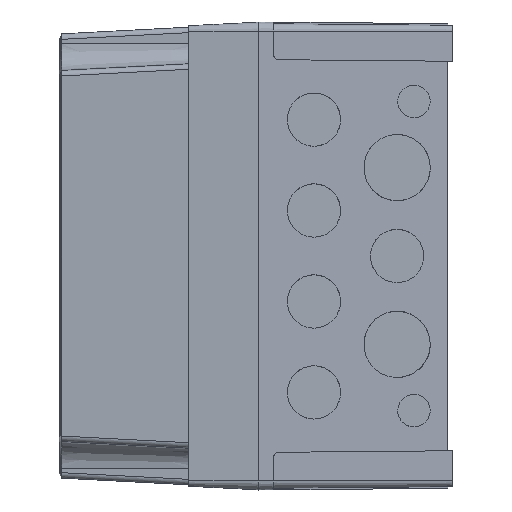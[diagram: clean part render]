
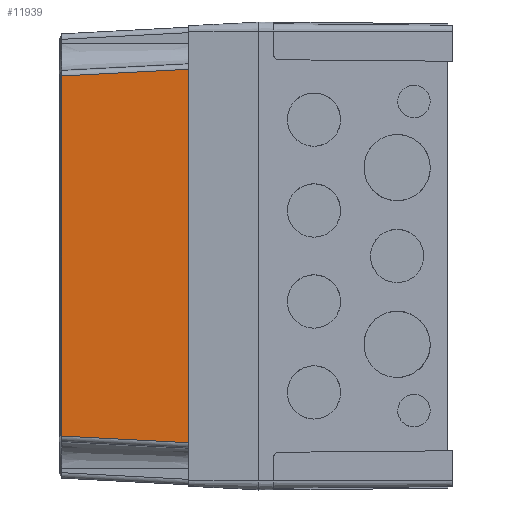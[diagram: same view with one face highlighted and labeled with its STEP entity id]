
A CAD part, left-side view. The second image highlights one B-rep face of the part: STEP entity #11939.
In plain terms, the highlighted planar face has unit normal (-0.999, 0.052, 0).
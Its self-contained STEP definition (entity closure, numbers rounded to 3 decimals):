
#865 = EDGE_CURVE ( 'NONE', #5299, #7856, #3278, .T. ) ;
#1323 = CARTESIAN_POINT ( 'NONE',  ( -88.106, 26.491, -71.859 ) ) ;
#1511 = DIRECTION ( 'NONE',  ( 0., 0., 1. ) ) ;
#1899 = CARTESIAN_POINT ( 'NONE',  ( -85.532, 75.6, -73.95 ) ) ;
#2274 = EDGE_CURVE ( 'NONE', #2401, #7856, #10379, .T. ) ;
#2401 = VERTEX_POINT ( 'NONE', #11100 ) ;
#3053 = CARTESIAN_POINT ( 'NONE',  ( -88.1, 26.6, -71.853 ) ) ;
#3278 = LINE ( 'NONE', #1899, #8196 ) ;
#3357 = CARTESIAN_POINT ( 'NONE',  ( -87.702, 34.199, 71.455 ) ) ;
#3745 = FACE_OUTER_BOUND ( 'NONE', #11370, .T. ) ;
#5008 = ORIENTED_EDGE ( 'NONE', *, *, #865, .F. ) ;
#5299 = VERTEX_POINT ( 'NONE', #10566 ) ;
#6312 = CARTESIAN_POINT ( 'NONE',  ( -85.532, 75.6, 69.285 ) ) ;
#6856 = EDGE_CURVE ( 'NONE', #16108, #2401, #13170, .T. ) ;
#7039 = PLANE ( 'NONE',  #13561 ) ;
#7129 = VECTOR ( 'NONE', #8980, 1000. ) ;
#7856 = VERTEX_POINT ( 'NONE', #6312 ) ;
#8196 = VECTOR ( 'NONE', #16533, 1000. ) ;
#8980 = DIRECTION ( 'NONE',  ( 0.052, 0.997, -0.052 ) ) ;
#9377 = DIRECTION ( 'NONE',  ( -0.999, 0.052, 0. ) ) ;
#9712 = DIRECTION ( 'NONE',  ( -0.052, -0.997, -0.052 ) ) ;
#10379 = LINE ( 'NONE', #3357, #7129 ) ;
#10566 = CARTESIAN_POINT ( 'NONE',  ( -85.532, 75.6, -69.285 ) ) ;
#10775 = CARTESIAN_POINT ( 'NONE',  ( -88.1, 26.6, -73.95 ) ) ;
#11100 = CARTESIAN_POINT ( 'NONE',  ( -88.1, 26.6, 71.853 ) ) ;
#11370 = EDGE_LOOP ( 'NONE', ( #5008, #15721, #17515, #16224 ) ) ;
#11882 = EDGE_CURVE ( 'NONE', #5299, #16108, #16358, .T. ) ;
#11939 = ADVANCED_FACE ( 'NONE', ( #3745 ), #7039, .T. ) ;
#12671 = CARTESIAN_POINT ( 'NONE',  ( -88.1, 26.6, -73.95 ) ) ;
#13170 = LINE ( 'NONE', #10775, #15482 ) ;
#13561 = AXIS2_PLACEMENT_3D ( 'NONE', #12671, #9377, #1511 ) ;
#14823 = DIRECTION ( 'NONE',  ( 0., 0., 1. ) ) ;
#15306 = VECTOR ( 'NONE', #9712, 1000. ) ;
#15482 = VECTOR ( 'NONE', #14823, 1000. ) ;
#15721 = ORIENTED_EDGE ( 'NONE', *, *, #11882, .T. ) ;
#16108 = VERTEX_POINT ( 'NONE', #3053 ) ;
#16224 = ORIENTED_EDGE ( 'NONE', *, *, #2274, .T. ) ;
#16358 = LINE ( 'NONE', #1323, #15306 ) ;
#16533 = DIRECTION ( 'NONE',  ( 0., 0., 1. ) ) ;
#17515 = ORIENTED_EDGE ( 'NONE', *, *, #6856, .T. ) ;
